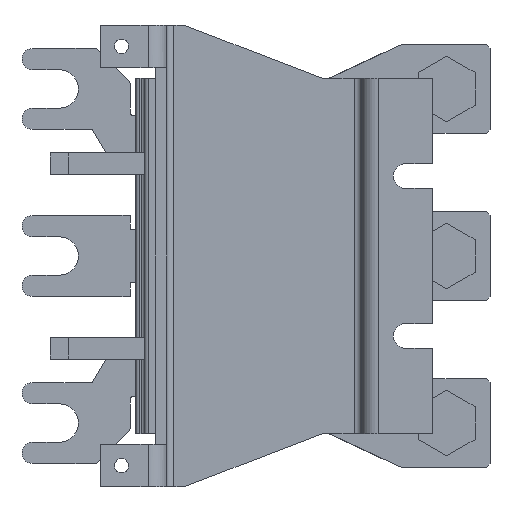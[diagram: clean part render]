
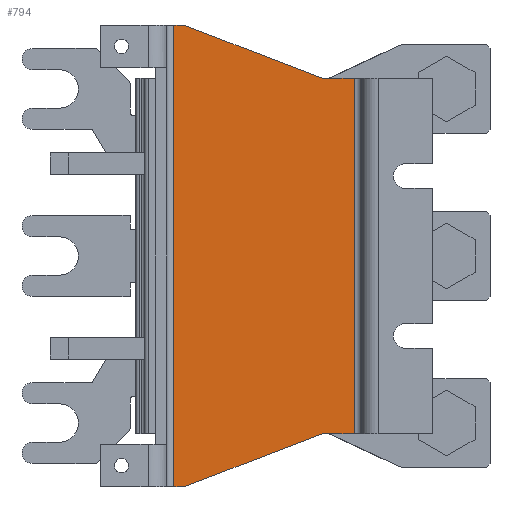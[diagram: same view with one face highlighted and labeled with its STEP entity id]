
A CAD part, left-side view. The second image highlights one B-rep face of the part: STEP entity #794.
In plain terms, the highlighted planar face has unit normal (-1, 0, 0).
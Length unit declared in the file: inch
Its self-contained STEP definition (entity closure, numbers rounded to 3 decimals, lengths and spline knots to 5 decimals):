
#569 = VERTEX_POINT ( 'NONE', #10230 ) ;
#794 = ADVANCED_FACE ( 'NONE', ( #8944 ), #12411, .T. ) ;
#2020 = VERTEX_POINT ( 'NONE', #12381 ) ;
#2409 = CARTESIAN_POINT ( 'NONE',  ( -0.12598, -1.88976, 2.55906 ) ) ;
#2963 = VECTOR ( 'NONE', #12464, 39.37008 ) ;
#2974 = LINE ( 'NONE', #4992, #12551 ) ;
#3014 = DIRECTION ( 'NONE',  ( 0., -0.934, 0.358 ) ) ;
#3263 = ORIENTED_EDGE ( 'NONE', *, *, #15405, .T. ) ;
#3545 = DIRECTION ( 'NONE',  ( 0., 0., -1. ) ) ;
#3636 = EDGE_CURVE ( 'NONE', #6405, #10466, #2974, .T. ) ;
#3721 = DIRECTION ( 'NONE',  ( 0., 0., 1. ) ) ;
#3726 = VERTEX_POINT ( 'NONE', #13589 ) ;
#3773 = CARTESIAN_POINT ( 'NONE',  ( -0.12598, -1.53844, -1.9685 ) ) ;
#3943 = VECTOR ( 'NONE', #7238, 39.37008 ) ;
#4047 = VECTOR ( 'NONE', #15420, 39.37008 ) ;
#4122 = DIRECTION ( 'NONE',  ( 0., 0.934, 0.358 ) ) ;
#4126 = ORIENTED_EDGE ( 'NONE', *, *, #11364, .T. ) ;
#4992 = CARTESIAN_POINT ( 'NONE',  ( -0.12598, 0.11024, 2.55906 ) ) ;
#5642 = EDGE_CURVE ( 'NONE', #10466, #569, #13995, .T. ) ;
#6370 = ORIENTED_EDGE ( 'NONE', *, *, #3636, .T. ) ;
#6405 = VERTEX_POINT ( 'NONE', #12600 ) ;
#6553 = VECTOR ( 'NONE', #13392, 39.37008 ) ;
#6834 = AXIS2_PLACEMENT_3D ( 'NONE', #9881, #11087, #7556 ) ;
#7238 = DIRECTION ( 'NONE',  ( 0., -1., 0. ) ) ;
#7556 = DIRECTION ( 'NONE',  ( 0., -1., 0. ) ) ;
#8065 = ORIENTED_EDGE ( 'NONE', *, *, #10415, .T. ) ;
#8944 = FACE_OUTER_BOUND ( 'NONE', #12560, .T. ) ;
#9881 = CARTESIAN_POINT ( 'NONE',  ( -0.12598, 0.11024, 2.55906 ) ) ;
#9894 = EDGE_CURVE ( 'NONE', #6405, #2020, #13531, .T. ) ;
#10230 = CARTESIAN_POINT ( 'NONE',  ( -0.12598, 0., -2.55906 ) ) ;
#10367 = LINE ( 'NONE', #2409, #11310 ) ;
#10386 = VERTEX_POINT ( 'NONE', #13012 ) ;
#10415 = EDGE_CURVE ( 'NONE', #14546, #3726, #10367, .T. ) ;
#10466 = VERTEX_POINT ( 'NONE', #14492 ) ;
#10468 = ORIENTED_EDGE ( 'NONE', *, *, #13799, .T. ) ;
#10645 = CARTESIAN_POINT ( 'NONE',  ( -0.12598, -1.88976, -1.9685 ) ) ;
#10653 = VERTEX_POINT ( 'NONE', #11462 ) ;
#10875 = LINE ( 'NONE', #11357, #12165 ) ;
#11087 = DIRECTION ( 'NONE',  ( -1., 0., 0. ) ) ;
#11284 = CARTESIAN_POINT ( 'NONE',  ( -0.12598, -2.75591, 1.9685 ) ) ;
#11310 = VECTOR ( 'NONE', #3721, 39.37008 ) ;
#11357 = CARTESIAN_POINT ( 'NONE',  ( -0.12598, -1.53844, 1.9685 ) ) ;
#11364 = EDGE_CURVE ( 'NONE', #569, #10653, #14088, .T. ) ;
#11462 = CARTESIAN_POINT ( 'NONE',  ( -0.12598, -1.53844, -1.9685 ) ) ;
#11934 = ORIENTED_EDGE ( 'NONE', *, *, #9894, .F. ) ;
#12165 = VECTOR ( 'NONE', #4122, 39.37008 ) ;
#12381 = CARTESIAN_POINT ( 'NONE',  ( -0.12598, 0., 2.55906 ) ) ;
#12411 = PLANE ( 'NONE',  #6834 ) ;
#12423 = VECTOR ( 'NONE', #3014, 39.37008 ) ;
#12464 = DIRECTION ( 'NONE',  ( 0., 1., 0. ) ) ;
#12551 = VECTOR ( 'NONE', #3545, 39.37008 ) ;
#12560 = EDGE_LOOP ( 'NONE', ( #6370, #15493, #4126, #15455, #8065, #3263, #10468, #11934 ) ) ;
#12600 = CARTESIAN_POINT ( 'NONE',  ( -0.12598, 0.11024, 2.55906 ) ) ;
#13012 = CARTESIAN_POINT ( 'NONE',  ( -0.12598, -1.53844, 1.9685 ) ) ;
#13084 = EDGE_CURVE ( 'NONE', #10653, #14546, #14619, .T. ) ;
#13392 = DIRECTION ( 'NONE',  ( 0., -1., 0. ) ) ;
#13531 = LINE ( 'NONE', #14580, #3943 ) ;
#13589 = CARTESIAN_POINT ( 'NONE',  ( -0.12598, -1.88976, 1.9685 ) ) ;
#13799 = EDGE_CURVE ( 'NONE', #10386, #2020, #10875, .T. ) ;
#13995 = LINE ( 'NONE', #14360, #4047 ) ;
#14088 = LINE ( 'NONE', #15149, #12423 ) ;
#14360 = CARTESIAN_POINT ( 'NONE',  ( -0.12598, 0., -2.55906 ) ) ;
#14492 = CARTESIAN_POINT ( 'NONE',  ( -0.12598, 0.11024, -2.55906 ) ) ;
#14546 = VERTEX_POINT ( 'NONE', #10645 ) ;
#14580 = CARTESIAN_POINT ( 'NONE',  ( -0.12598, 0., 2.55906 ) ) ;
#14619 = LINE ( 'NONE', #3773, #6553 ) ;
#15149 = CARTESIAN_POINT ( 'NONE',  ( -0.12598, 0., -2.55906 ) ) ;
#15364 = LINE ( 'NONE', #11284, #2963 ) ;
#15405 = EDGE_CURVE ( 'NONE', #3726, #10386, #15364, .T. ) ;
#15420 = DIRECTION ( 'NONE',  ( 0., -1., 0. ) ) ;
#15455 = ORIENTED_EDGE ( 'NONE', *, *, #13084, .T. ) ;
#15493 = ORIENTED_EDGE ( 'NONE', *, *, #5642, .T. ) ;
